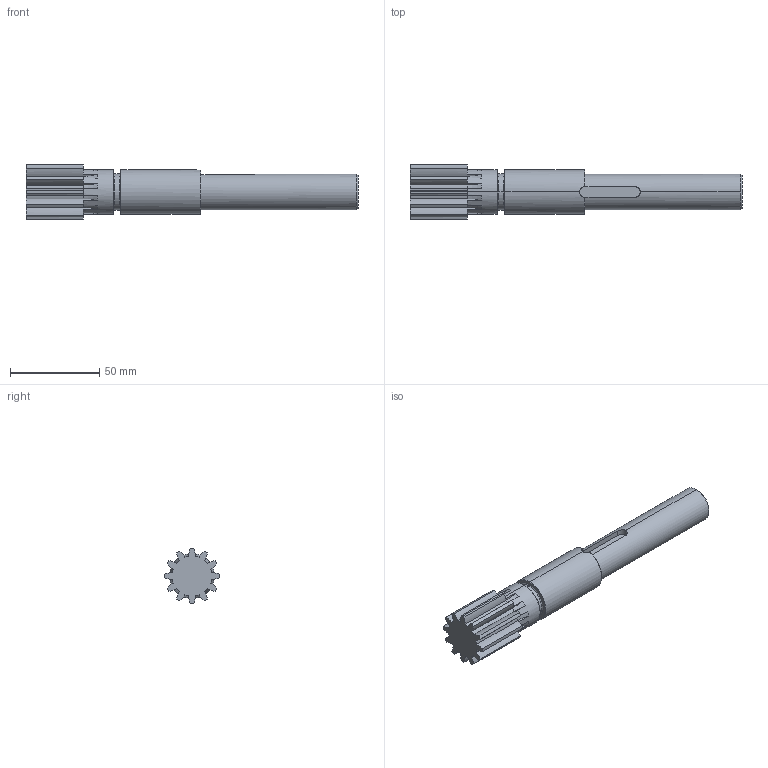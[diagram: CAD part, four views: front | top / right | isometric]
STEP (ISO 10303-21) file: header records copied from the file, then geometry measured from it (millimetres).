
FILE_DESCRIPTION (( 'STEP AP203' ), '1' );
FILE_NAME ('Axe Chariotage Tour US-460 STEP AP203.STEP', '2023-03-28T07:33:18', ( '' ), ( '' ), 'SwSTEP 2.0', 'SolidWorks 2020', '' );
FILE_SCHEMA (( 'CONFIG_CONTROL_DESIGN' ));
Length unit declared in the file: millimetre
Products named in the file (1): Axe Chariotage Tour US-460 STEP AP203
Bounding box: 186 x 30.99 x 31 mm (x, y, z)
Volume: 76349 mm3; surface area: 17437.4 mm2
Topology: 1 solids, 1 shells, 103 faces, 284 edges, 185 vertices
Faces by surface type: cylinder 60, torus 20, plane 20, cone 3
Entity records: 3561 total; most frequent: CARTESIAN_POINT 763, DIRECTION 622, ORIENTED_EDGE 568, EDGE_CURVE 284, AXIS2_PLACEMENT_3D 264, VERTEX_POINT 185, CIRCLE 160, EDGE_LOOP 105
